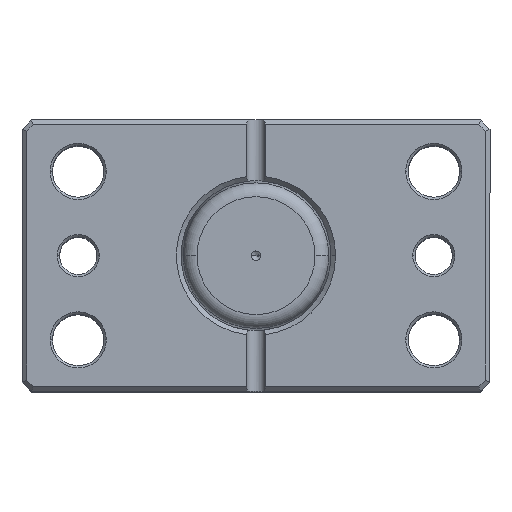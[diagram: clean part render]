
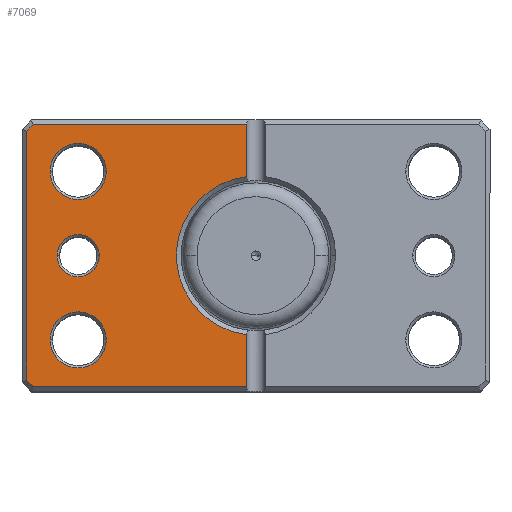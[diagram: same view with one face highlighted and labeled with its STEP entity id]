
A CAD part, top view. The second image highlights one B-rep face of the part: STEP entity #7069.
In plain terms, the highlighted face is planar.
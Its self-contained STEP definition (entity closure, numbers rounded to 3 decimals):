
#19 = CARTESIAN_POINT ( 'NONE',  ( 47.586, -28., 0. ) ) ;
#31 = DIRECTION ( 'NONE',  ( 0.707, -0.707, 0. ) ) ;
#71 = VERTEX_POINT ( 'NONE', #3290 ) ;
#179 = AXIS2_PLACEMENT_3D ( 'NONE', #6960, #3706, #367 ) ;
#190 = ORIENTED_EDGE ( 'NONE', *, *, #3931, .T. ) ;
#261 = VERTEX_POINT ( 'NONE', #1417 ) ;
#271 = ORIENTED_EDGE ( 'NONE', *, *, #2180, .T. ) ;
#276 = EDGE_CURVE ( 'NONE', #6425, #4366, #6244, .T. ) ;
#289 = CARTESIAN_POINT ( 'NONE',  ( 49., 26.586, 0. ) ) ;
#367 = DIRECTION ( 'NONE',  ( 1., 0., 0. ) ) ;
#537 = DIRECTION ( 'NONE',  ( 1., 0., 0. ) ) ;
#623 = ORIENTED_EDGE ( 'NONE', *, *, #5152, .T. ) ;
#781 = VECTOR ( 'NONE', #5102, 1000. ) ;
#838 = EDGE_CURVE ( 'NONE', #3202, #6959, #2415, .T. ) ;
#889 = ORIENTED_EDGE ( 'NONE', *, *, #5886, .T. ) ;
#902 = DIRECTION ( 'NONE',  ( 0., 0., 1. ) ) ;
#943 = LINE ( 'NONE', #3482, #781 ) ;
#961 = ORIENTED_EDGE ( 'NONE', *, *, #2746, .T. ) ;
#1019 = EDGE_CURVE ( 'NONE', #1776, #6425, #5456, .T. ) ;
#1037 = CARTESIAN_POINT ( 'NONE',  ( 42.5, 0., 0. ) ) ;
#1105 = FACE_BOUND ( 'NONE', #6056, .T. ) ;
#1125 = ORIENTED_EDGE ( 'NONE', *, *, #276, .T. ) ;
#1254 = EDGE_LOOP ( 'NONE', ( #889, #4124 ) ) ;
#1307 = VERTEX_POINT ( 'NONE', #4101 ) ;
#1417 = CARTESIAN_POINT ( 'NONE',  ( 44., -18., 0. ) ) ;
#1471 = CIRCLE ( 'NONE', #6860, 6. ) ;
#1496 = CARTESIAN_POINT ( 'NONE',  ( 2., 16.882, 0. ) ) ;
#1507 = VERTEX_POINT ( 'NONE', #19 ) ;
#1577 = ORIENTED_EDGE ( 'NONE', *, *, #838, .T. ) ;
#1611 = CARTESIAN_POINT ( 'NONE',  ( 32., 18., 0. ) ) ;
#1708 = DIRECTION ( 'NONE',  ( 0., 0., 1. ) ) ;
#1776 = VERTEX_POINT ( 'NONE', #4560 ) ;
#1806 = EDGE_CURVE ( 'NONE', #261, #2557, #1471, .T. ) ;
#1983 = LINE ( 'NONE', #5980, #4612 ) ;
#2051 = LINE ( 'NONE', #4776, #6319 ) ;
#2123 = CARTESIAN_POINT ( 'NONE',  ( 38., 18., 0. ) ) ;
#2180 = EDGE_CURVE ( 'NONE', #1507, #1776, #1983, .T. ) ;
#2303 = EDGE_CURVE ( 'NONE', #5038, #5691, #4097, .T. ) ;
#2350 = DIRECTION ( 'NONE',  ( 0., 0., 1. ) ) ;
#2415 = CIRCLE ( 'NONE', #4738, 4.5 ) ;
#2497 = EDGE_CURVE ( 'NONE', #6025, #1307, #4184, .T. ) ;
#2557 = VERTEX_POINT ( 'NONE', #6632 ) ;
#2715 = DIRECTION ( 'NONE',  ( 1., 0., 0. ) ) ;
#2746 = EDGE_CURVE ( 'NONE', #4366, #71, #2051, .T. ) ;
#2780 = CARTESIAN_POINT ( 'NONE',  ( 33.5, 0., 0. ) ) ;
#2788 = VECTOR ( 'NONE', #3405, 1000. ) ;
#2922 = ORIENTED_EDGE ( 'NONE', *, *, #5813, .T. ) ;
#2929 = VERTEX_POINT ( 'NONE', #6023 ) ;
#3202 = VERTEX_POINT ( 'NONE', #2780 ) ;
#3216 = DIRECTION ( 'NONE',  ( 0., 0., 1. ) ) ;
#3290 = CARTESIAN_POINT ( 'NONE',  ( 2., 28., 0. ) ) ;
#3376 = CARTESIAN_POINT ( 'NONE',  ( 47.586, 28., 0. ) ) ;
#3405 = DIRECTION ( 'NONE',  ( -0.707, -0.707, 0. ) ) ;
#3482 = CARTESIAN_POINT ( 'NONE',  ( 49., 0., 0. ) ) ;
#3706 = DIRECTION ( 'NONE',  ( 0., 0., 1. ) ) ;
#3775 = DIRECTION ( 'NONE',  ( 0., 1., 0. ) ) ;
#3866 = DIRECTION ( 'NONE',  ( 0., 0., 1. ) ) ;
#3875 = DIRECTION ( 'NONE',  ( 0., 0., 1. ) ) ;
#3913 = CARTESIAN_POINT ( 'NONE',  ( 37.793, 37.793, 0. ) ) ;
#3931 = EDGE_CURVE ( 'NONE', #1307, #6025, #4504, .T. ) ;
#3995 = AXIS2_PLACEMENT_3D ( 'NONE', #7126, #3875, #537 ) ;
#4004 = VECTOR ( 'NONE', #3775, 1000. ) ;
#4020 = VECTOR ( 'NONE', #4887, 1000. ) ;
#4097 = LINE ( 'NONE', #3913, #5378 ) ;
#4100 = CIRCLE ( 'NONE', #6507, 6. ) ;
#4101 = CARTESIAN_POINT ( 'NONE',  ( 44., 18., 0. ) ) ;
#4124 = ORIENTED_EDGE ( 'NONE', *, *, #1806, .T. ) ;
#4184 = CIRCLE ( 'NONE', #3995, 6. ) ;
#4264 = CARTESIAN_POINT ( 'NONE',  ( 38., 0., 0. ) ) ;
#4273 = FACE_BOUND ( 'NONE', #1254, .T. ) ;
#4366 = VERTEX_POINT ( 'NONE', #1496 ) ;
#4415 = EDGE_LOOP ( 'NONE', ( #1577, #2922 ) ) ;
#4504 = CIRCLE ( 'NONE', #4999, 6. ) ;
#4560 = CARTESIAN_POINT ( 'NONE',  ( 2., -28., 0. ) ) ;
#4612 = VECTOR ( 'NONE', #6533, 1000. ) ;
#4663 = AXIS2_PLACEMENT_3D ( 'NONE', #4264, #902, #4801 ) ;
#4702 = ORIENTED_EDGE ( 'NONE', *, *, #5058, .T. ) ;
#4738 = AXIS2_PLACEMENT_3D ( 'NONE', #5494, #3866, #6042 ) ;
#4776 = CARTESIAN_POINT ( 'NONE',  ( 2., 29., 0. ) ) ;
#4801 = DIRECTION ( 'NONE',  ( 1., 0., 0. ) ) ;
#4887 = DIRECTION ( 'NONE',  ( 1., 0., 0. ) ) ;
#4999 = AXIS2_PLACEMENT_3D ( 'NONE', #2123, #6015, #2715 ) ;
#5028 = ORIENTED_EDGE ( 'NONE', *, *, #2303, .T. ) ;
#5037 = CARTESIAN_POINT ( 'NONE',  ( 0., 0., 0. ) ) ;
#5038 = VERTEX_POINT ( 'NONE', #3376 ) ;
#5058 = EDGE_CURVE ( 'NONE', #2929, #1507, #7150, .T. ) ;
#5102 = DIRECTION ( 'NONE',  ( 0., -1., 0. ) ) ;
#5152 = EDGE_CURVE ( 'NONE', #5691, #2929, #943, .T. ) ;
#5217 = ORIENTED_EDGE ( 'NONE', *, *, #6305, .T. ) ;
#5306 = CARTESIAN_POINT ( 'NONE',  ( 2., 29., 0. ) ) ;
#5335 = DIRECTION ( 'NONE',  ( 0., 1., 0. ) ) ;
#5378 = VECTOR ( 'NONE', #31, 1000. ) ;
#5456 = LINE ( 'NONE', #5306, #4004 ) ;
#5494 = CARTESIAN_POINT ( 'NONE',  ( 38., 0., 0. ) ) ;
#5514 = CARTESIAN_POINT ( 'NONE',  ( 2., -16.882, 0. ) ) ;
#5600 = DIRECTION ( 'NONE',  ( 1., 0., 0. ) ) ;
#5618 = AXIS2_PLACEMENT_3D ( 'NONE', #5037, #1708, #5600 ) ;
#5687 = CARTESIAN_POINT ( 'NONE',  ( 38., -18., 0. ) ) ;
#5691 = VERTEX_POINT ( 'NONE', #289 ) ;
#5730 = CIRCLE ( 'NONE', #4663, 4.5 ) ;
#5743 = ORIENTED_EDGE ( 'NONE', *, *, #1019, .T. ) ;
#5813 = EDGE_CURVE ( 'NONE', #6959, #3202, #5730, .T. ) ;
#5886 = EDGE_CURVE ( 'NONE', #2557, #261, #4100, .T. ) ;
#5927 = ORIENTED_EDGE ( 'NONE', *, *, #2497, .T. ) ;
#5980 = CARTESIAN_POINT ( 'NONE',  ( 0., -28., 0. ) ) ;
#5999 = CARTESIAN_POINT ( 'NONE',  ( 0., 28., 0. ) ) ;
#6015 = DIRECTION ( 'NONE',  ( 0., 0., 1. ) ) ;
#6023 = CARTESIAN_POINT ( 'NONE',  ( 49., -26.586, 0. ) ) ;
#6025 = VERTEX_POINT ( 'NONE', #1611 ) ;
#6042 = DIRECTION ( 'NONE',  ( 1., 0., 0. ) ) ;
#6056 = EDGE_LOOP ( 'NONE', ( #5927, #190 ) ) ;
#6125 = PLANE ( 'NONE',  #5618 ) ;
#6227 = DIRECTION ( 'NONE',  ( 1., 0., 0. ) ) ;
#6244 = CIRCLE ( 'NONE', #179, 17. ) ;
#6305 = EDGE_CURVE ( 'NONE', #71, #5038, #6741, .T. ) ;
#6319 = VECTOR ( 'NONE', #5335, 1000. ) ;
#6425 = VERTEX_POINT ( 'NONE', #5514 ) ;
#6435 = EDGE_LOOP ( 'NONE', ( #5743, #1125, #961, #5217, #5028, #623, #4702, #271 ) ) ;
#6507 = AXIS2_PLACEMENT_3D ( 'NONE', #6528, #3216, #7050 ) ;
#6528 = CARTESIAN_POINT ( 'NONE',  ( 38., -18., 0. ) ) ;
#6533 = DIRECTION ( 'NONE',  ( -1., 0., 0. ) ) ;
#6632 = CARTESIAN_POINT ( 'NONE',  ( 32., -18., 0. ) ) ;
#6664 = CARTESIAN_POINT ( 'NONE',  ( 37.793, -37.793, 0. ) ) ;
#6741 = LINE ( 'NONE', #5999, #4020 ) ;
#6807 = FACE_OUTER_BOUND ( 'NONE', #6435, .T. ) ;
#6860 = AXIS2_PLACEMENT_3D ( 'NONE', #5687, #2350, #6227 ) ;
#6959 = VERTEX_POINT ( 'NONE', #1037 ) ;
#6960 = CARTESIAN_POINT ( 'NONE',  ( 0., 0., 0. ) ) ;
#6984 = FACE_BOUND ( 'NONE', #4415, .T. ) ;
#7050 = DIRECTION ( 'NONE',  ( 1., 0., 0. ) ) ;
#7069 = ADVANCED_FACE ( 'NONE', ( #6984, #4273, #1105, #6807 ), #6125, .F. ) ;
#7126 = CARTESIAN_POINT ( 'NONE',  ( 38., 18., 0. ) ) ;
#7150 = LINE ( 'NONE', #6664, #2788 ) ;
